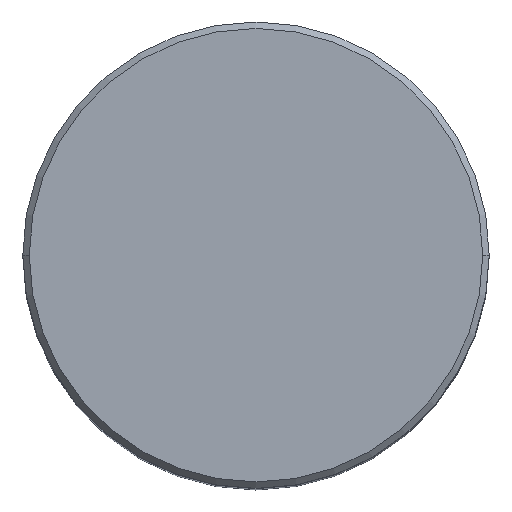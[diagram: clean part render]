
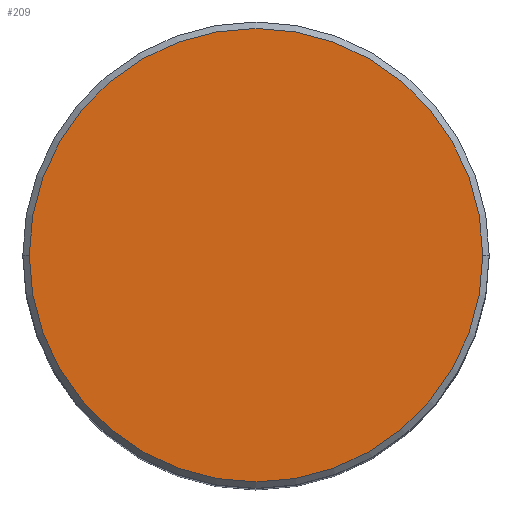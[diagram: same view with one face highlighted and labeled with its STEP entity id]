
A CAD part, top view. The second image highlights one B-rep face of the part: STEP entity #209.
In plain terms, the highlighted planar face has unit normal (0, 0, 1).
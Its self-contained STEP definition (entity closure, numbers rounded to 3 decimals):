
#19 = PLANE ( 'NONE',  #542 ) ;
#56 = DIRECTION ( 'NONE',  ( 0., 0., 1. ) ) ;
#67 = AXIS2_PLACEMENT_3D ( 'NONE', #143, #376, #549 ) ;
#74 = CARTESIAN_POINT ( 'NONE',  ( 0., 0., 0. ) ) ;
#92 = CARTESIAN_POINT ( 'NONE',  ( 0., 0., 0. ) ) ;
#108 = EDGE_CURVE ( 'NONE', #113, #203, #301, .T. ) ;
#113 = VERTEX_POINT ( 'NONE', #328 ) ;
#134 = AXIS2_PLACEMENT_3D ( 'NONE', #74, #311, #402 ) ;
#143 = CARTESIAN_POINT ( 'NONE',  ( 0., 0., 0. ) ) ;
#203 = VERTEX_POINT ( 'NONE', #496 ) ;
#209 = ADVANCED_FACE ( 'NONE', ( #319 ), #19, .T. ) ;
#291 = EDGE_CURVE ( 'NONE', #203, #113, #393, .T. ) ;
#301 = CIRCLE ( 'NONE', #67, 17.5 ) ;
#311 = DIRECTION ( 'NONE',  ( 0., 0., 1. ) ) ;
#319 = FACE_OUTER_BOUND ( 'NONE', #352, .T. ) ;
#328 = CARTESIAN_POINT ( 'NONE',  ( 17.5, 0., 0. ) ) ;
#352 = EDGE_LOOP ( 'NONE', ( #534, #553 ) ) ;
#376 = DIRECTION ( 'NONE',  ( 0., 0., 1. ) ) ;
#393 = CIRCLE ( 'NONE', #134, 17.5 ) ;
#402 = DIRECTION ( 'NONE',  ( 1., 0., 0. ) ) ;
#410 = DIRECTION ( 'NONE',  ( 1., 0., 0. ) ) ;
#496 = CARTESIAN_POINT ( 'NONE',  ( -17.5, 0., 0. ) ) ;
#534 = ORIENTED_EDGE ( 'NONE', *, *, #291, .T. ) ;
#542 = AXIS2_PLACEMENT_3D ( 'NONE', #92, #56, #410 ) ;
#549 = DIRECTION ( 'NONE',  ( 1., 0., 0. ) ) ;
#553 = ORIENTED_EDGE ( 'NONE', *, *, #108, .T. ) ;
